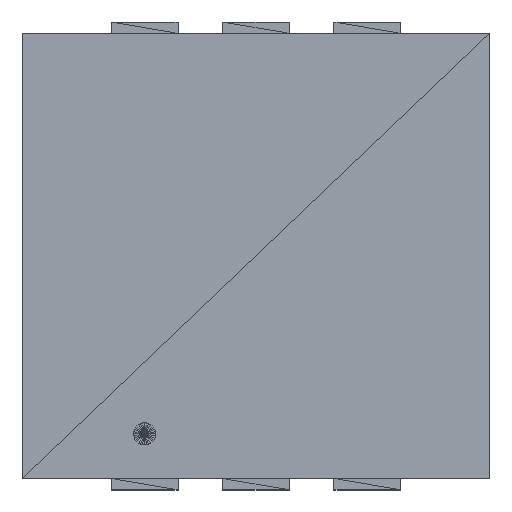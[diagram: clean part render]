
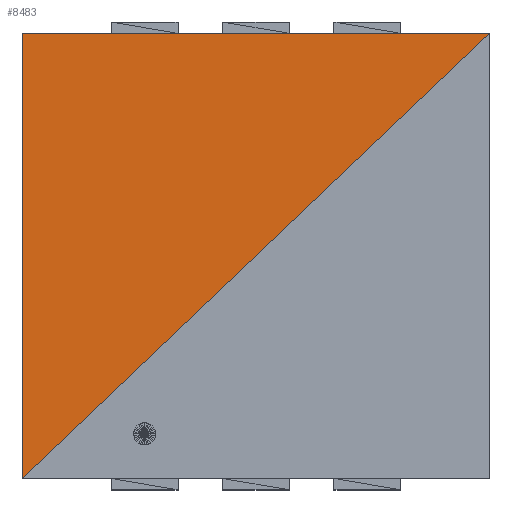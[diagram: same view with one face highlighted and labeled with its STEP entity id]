
A CAD part, top view. The second image highlights one B-rep face of the part: STEP entity #8483.
In plain terms, the highlighted planar face has unit normal (0, 0, 1).
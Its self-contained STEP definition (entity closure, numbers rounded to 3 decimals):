
#8483 = ADVANCED_FACE('',(#8484),#8510,.F.);
#8484 = FACE_BOUND('',#8485,.F.);
#8485 = EDGE_LOOP('',(#8486,#8496,#8504));
#8486 = ORIENTED_EDGE('',*,*,#8487,.T.);
#8487 = EDGE_CURVE('',#8488,#8490,#8492,.T.);
#8488 = VERTEX_POINT('',#8489);
#8489 = CARTESIAN_POINT('',(1.05,0.999,0.8));
#8490 = VERTEX_POINT('',#8491);
#8491 = CARTESIAN_POINT('',(-1.05,-0.999,0.8));
#8492 = LINE('',#8493,#8494);
#8493 = CARTESIAN_POINT('',(1.05,0.999,0.8));
#8494 = VECTOR('',#8495,1.);
#8495 = DIRECTION('',(-0.724,-0.689,0.));
#8496 = ORIENTED_EDGE('',*,*,#8497,.T.);
#8497 = EDGE_CURVE('',#8490,#8498,#8500,.T.);
#8498 = VERTEX_POINT('',#8499);
#8499 = CARTESIAN_POINT('',(-1.05,0.999,0.8));
#8500 = LINE('',#8501,#8502);
#8501 = CARTESIAN_POINT('',(-1.05,-0.999,0.8));
#8502 = VECTOR('',#8503,1.);
#8503 = DIRECTION('',(0.,1.,0.));
#8504 = ORIENTED_EDGE('',*,*,#8505,.T.);
#8505 = EDGE_CURVE('',#8498,#8488,#8506,.T.);
#8506 = LINE('',#8507,#8508);
#8507 = CARTESIAN_POINT('',(-1.05,0.999,0.8));
#8508 = VECTOR('',#8509,1.);
#8509 = DIRECTION('',(1.,0.,0.));
#8510 = PLANE('',#8511);
#8511 = AXIS2_PLACEMENT_3D('',#8512,#8513,#8514);
#8512 = CARTESIAN_POINT('',(-1.05,-0.999,0.8));
#8513 = DIRECTION('',(0.,0.,-1.));
#8514 = DIRECTION('',(1.,0.,0.));
